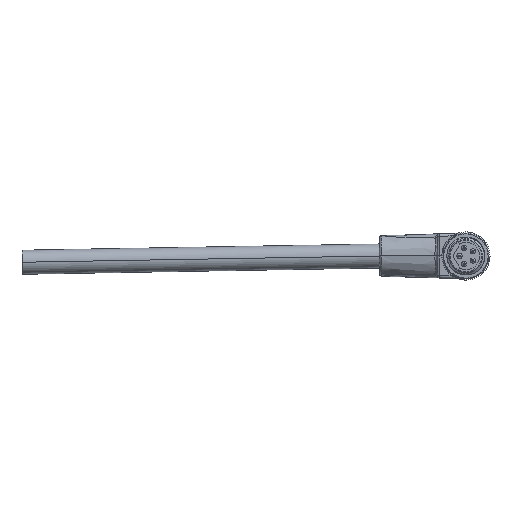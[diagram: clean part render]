
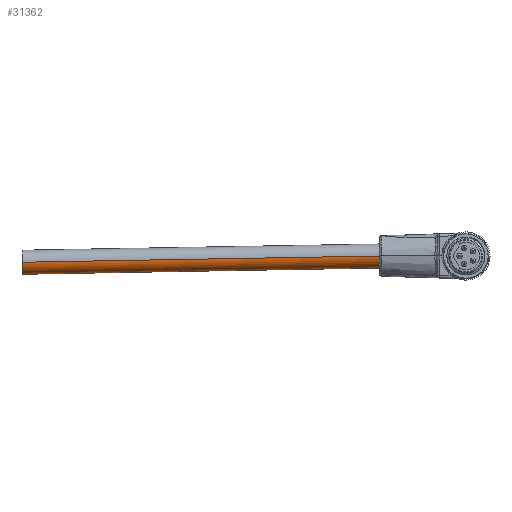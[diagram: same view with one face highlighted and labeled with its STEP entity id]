
A CAD part, left-side view. The second image highlights one B-rep face of the part: STEP entity #31362.
In plain terms, the highlighted cylindrical face has radius 2.5 mm (diameter 5 mm), a partial arc.
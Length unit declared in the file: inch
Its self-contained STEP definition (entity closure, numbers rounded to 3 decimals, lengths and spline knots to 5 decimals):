
#2219=DIRECTION('',(0.,1.,-0.017));
#2220=VECTOR('',#2219,2.92134);
#2221=CARTESIAN_POINT('',(0.65976,0.70865,
0.));
#2222=LINE('',#2221,#2220);
#2269=CARTESIAN_POINT('',(0.75819,0.70865,
0.));
#2270=DIRECTION('',(0.,1.,-0.017));
#2271=DIRECTION('',(1.,0.,0.));
#2272=AXIS2_PLACEMENT_3D('',#2269,#2270,#2271);
#7446=DIRECTION('',(0.,1.,-0.017));
#7447=VECTOR('',#7446,2.92134);
#7448=CARTESIAN_POINT('',(0.85661,0.70865,
0.));
#7449=LINE('',#7448,#7447);
#7455=CARTESIAN_POINT('',(0.75819,3.62955,
-0.05098));
#7456=DIRECTION('',(0.,1.,-0.017));
#7457=DIRECTION('',(1.,0.,0.));
#7458=AXIS2_PLACEMENT_3D('',#7455,#7456,#7457);
#21186=CARTESIAN_POINT('',(0.65976,3.62955,
-0.05098));
#21187=CARTESIAN_POINT('',(0.85661,3.62955,
-0.05098));
#21188=VERTEX_POINT('',#21186);
#21189=VERTEX_POINT('',#21187);
#21190=CARTESIAN_POINT('',(0.65976,0.70865,
0.));
#21192=VERTEX_POINT('',#21190);
#21195=CARTESIAN_POINT('',(0.85661,0.70865,
0.));
#21197=VERTEX_POINT('',#21195);
#31350=CARTESIAN_POINT('',(0.75819,0.23636,
0.00824));
#31351=DIRECTION('',(0.,1.,-0.017));
#31352=DIRECTION('',(-1.,0.,0.));
#31353=AXIS2_PLACEMENT_3D('',#31350,#31351,#31352);
#31354=CYLINDRICAL_SURFACE('',#31353,0.09843);
#31355=ORIENTED_EDGE('',*,*,#23770,.F.);
#31356=ORIENTED_EDGE('',*,*,#23744,.T.);
#31358=ORIENTED_EDGE('',*,*,#31357,.T.);
#31359=ORIENTED_EDGE('',*,*,#23740,.F.);
#31360=EDGE_LOOP('',(#31355,#31356,#31358,#31359));
#31361=FACE_OUTER_BOUND('',#31360,.F.);
#31362=ADVANCED_FACE('',(#31361),#31354,.T.);
#2273=CIRCLE('',#2272,0.09843);
#7459=CIRCLE('',#7458,0.09843);
#23740=EDGE_CURVE('',#21192,#21188,#2222,.T.);
#23744=EDGE_CURVE('',#21197,#21189,#7449,.T.);
#23770=EDGE_CURVE('',#21197,#21192,#2273,.T.);
#31357=EDGE_CURVE('',#21189,#21188,#7459,.T.);
